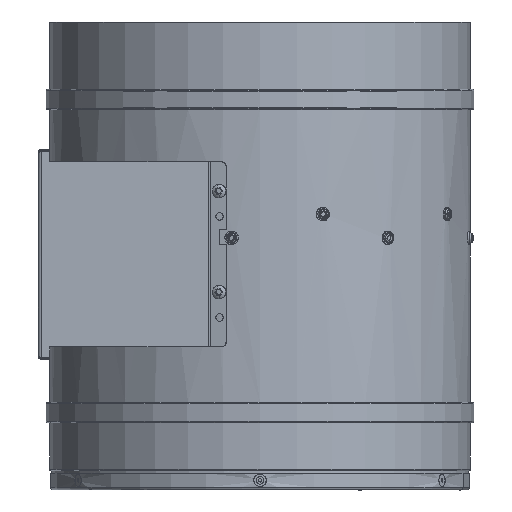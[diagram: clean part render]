
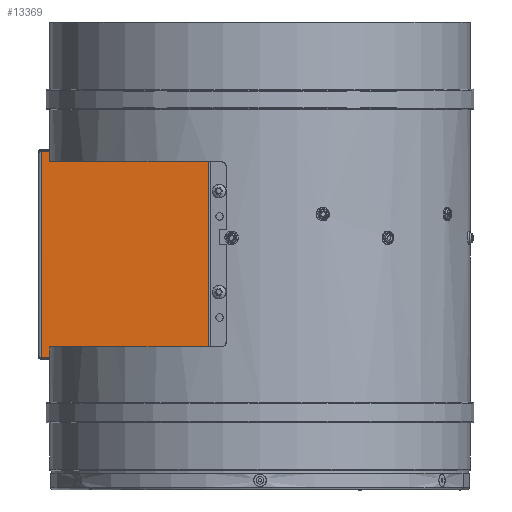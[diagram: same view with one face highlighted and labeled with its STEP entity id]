
A CAD part, left-side view. The second image highlights one B-rep face of the part: STEP entity #13369.
In plain terms, the highlighted planar face has unit normal (-1, 0, 0).
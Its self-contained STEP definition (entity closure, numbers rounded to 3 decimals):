
#3006 = LINE ( 'NONE', #12440, #3628 ) ;
#3078 = LINE ( 'NONE', #30944, #3265 ) ;
#3238 = VECTOR ( 'NONE', #30154, 1000. ) ;
#3265 = VECTOR ( 'NONE', #30323, 1000. ) ;
#3511 = LINE ( 'NONE', #30171, #3238 ) ;
#3628 = VECTOR ( 'NONE', #12534, 1000. ) ;
#3720 = VECTOR ( 'NONE', #29974, 1000. ) ;
#4007 = LINE ( 'NONE', #12124, #3720 ) ;
#6095 = LINE ( 'NONE', #8022, #6545 ) ;
#6108 = VECTOR ( 'NONE', #26331, 1000. ) ;
#6167 = LINE ( 'NONE', #8660, #6578 ) ;
#6393 = VECTOR ( 'NONE', #9137, 1000. ) ;
#6545 = VECTOR ( 'NONE', #8024, 1000. ) ;
#6578 = VECTOR ( 'NONE', #8656, 1000. ) ;
#6694 = LINE ( 'NONE', #9136, #6393 ) ;
#6715 = LINE ( 'NONE', #26330, #6108 ) ;
#8022 = CARTESIAN_POINT ( 'NONE',  ( -122.517, 125., -1286.324 ) ) ;
#8024 = DIRECTION ( 'NONE',  ( 0., 0., 1. ) ) ;
#8656 = DIRECTION ( 'NONE',  ( 0., 0., 1. ) ) ;
#8660 = CARTESIAN_POINT ( 'NONE',  ( -122.517, 125., -1286.324 ) ) ;
#9136 = CARTESIAN_POINT ( 'NONE',  ( -122.517, 30.77, 56.176 ) ) ;
#9137 = DIRECTION ( 'NONE',  ( 0., 1., 0. ) ) ;
#11346 = EDGE_LOOP ( 'NONE', ( #23114, #23069, #23308, #23422, #23161, #23488, #23400, #23124 ) ) ;
#12124 = CARTESIAN_POINT ( 'NONE',  ( -122.517, 30.77, 56.176 ) ) ;
#12440 = CARTESIAN_POINT ( 'NONE',  ( -122.517, 125., 62.376 ) ) ;
#12534 = DIRECTION ( 'NONE',  ( 0., -1., 0. ) ) ;
#13369 = ADVANCED_FACE ( 'NONE', ( #26008 ), #13917, .F. ) ;
#13622 = DIRECTION ( 'NONE',  ( 1., 0., 0. ) ) ;
#13623 = DIRECTION ( 'NONE',  ( 0., 0., -1. ) ) ;
#13912 = CARTESIAN_POINT ( 'NONE',  ( -122.517, 125., -1286.324 ) ) ;
#13917 = PLANE ( 'NONE',  #19391 ) ;
#19391 = AXIS2_PLACEMENT_3D ( 'NONE', #13912, #13622, #13623 ) ;
#20670 = EDGE_CURVE ( 'NONE', #21267, #27555, #3006, .T. ) ;
#20724 = EDGE_CURVE ( 'NONE', #27797, #27760, #4007, .T. ) ;
#20807 = EDGE_CURVE ( 'NONE', #21338, #21136, #3511, .T. ) ;
#20870 = EDGE_CURVE ( 'NONE', #21136, #21267, #3078, .T. ) ;
#21084 = EDGE_CURVE ( 'NONE', #27760, #21122, #6715, .T. ) ;
#21122 = VERTEX_POINT ( 'NONE', #26450 ) ;
#21136 = VERTEX_POINT ( 'NONE', #26464 ) ;
#21267 = VERTEX_POINT ( 'NONE', #26595 ) ;
#21318 = VERTEX_POINT ( 'NONE', #26646 ) ;
#21338 = VERTEX_POINT ( 'NONE', #26666 ) ;
#23069 = ORIENTED_EDGE ( 'NONE', *, *, #20807, .F. ) ;
#23114 = ORIENTED_EDGE ( 'NONE', *, *, #20870, .F. ) ;
#23124 = ORIENTED_EDGE ( 'NONE', *, *, #20670, .F. ) ;
#23161 = ORIENTED_EDGE ( 'NONE', *, *, #20724, .F. ) ;
#23308 = ORIENTED_EDGE ( 'NONE', *, *, #28540, .T. ) ;
#23400 = ORIENTED_EDGE ( 'NONE', *, *, #28595, .T. ) ;
#23422 = ORIENTED_EDGE ( 'NONE', *, *, #21084, .F. ) ;
#23488 = ORIENTED_EDGE ( 'NONE', *, *, #28672, .T. ) ;
#26008 = FACE_OUTER_BOUND ( 'NONE', #11346, .T. ) ;
#26330 = CARTESIAN_POINT ( 'NONE',  ( -122.517, 30.77, -53.824 ) ) ;
#26331 = DIRECTION ( 'NONE',  ( 0., 1., 0. ) ) ;
#26450 = CARTESIAN_POINT ( 'NONE',  ( -122.517, 125., -53.824 ) ) ;
#26464 = CARTESIAN_POINT ( 'NONE',  ( -122.517, 129.8, -60.024 ) ) ;
#26595 = CARTESIAN_POINT ( 'NONE',  ( -122.517, 129.8, 62.376 ) ) ;
#26646 = CARTESIAN_POINT ( 'NONE',  ( -122.517, 125., 56.176 ) ) ;
#26666 = CARTESIAN_POINT ( 'NONE',  ( -122.517, 125., -60.024 ) ) ;
#26826 = CARTESIAN_POINT ( 'NONE',  ( -122.517, 125., 62.376 ) ) ;
#26891 = CARTESIAN_POINT ( 'NONE',  ( -122.517, 30.77, -53.824 ) ) ;
#26908 = CARTESIAN_POINT ( 'NONE',  ( -122.517, 30.77, 56.176 ) ) ;
#27555 = VERTEX_POINT ( 'NONE', #26826 ) ;
#27760 = VERTEX_POINT ( 'NONE', #26891 ) ;
#27797 = VERTEX_POINT ( 'NONE', #26908 ) ;
#28540 = EDGE_CURVE ( 'NONE', #21338, #21122, #6095, .T. ) ;
#28595 = EDGE_CURVE ( 'NONE', #21318, #27555, #6167, .T. ) ;
#28672 = EDGE_CURVE ( 'NONE', #27797, #21318, #6694, .T. ) ;
#29974 = DIRECTION ( 'NONE',  ( 0., 0., -1. ) ) ;
#30154 = DIRECTION ( 'NONE',  ( 0., 1., 0. ) ) ;
#30171 = CARTESIAN_POINT ( 'NONE',  ( -122.517, 125., -60.024 ) ) ;
#30323 = DIRECTION ( 'NONE',  ( 0., 0., 1. ) ) ;
#30944 = CARTESIAN_POINT ( 'NONE',  ( -122.517, 129.8, -1286.324 ) ) ;
